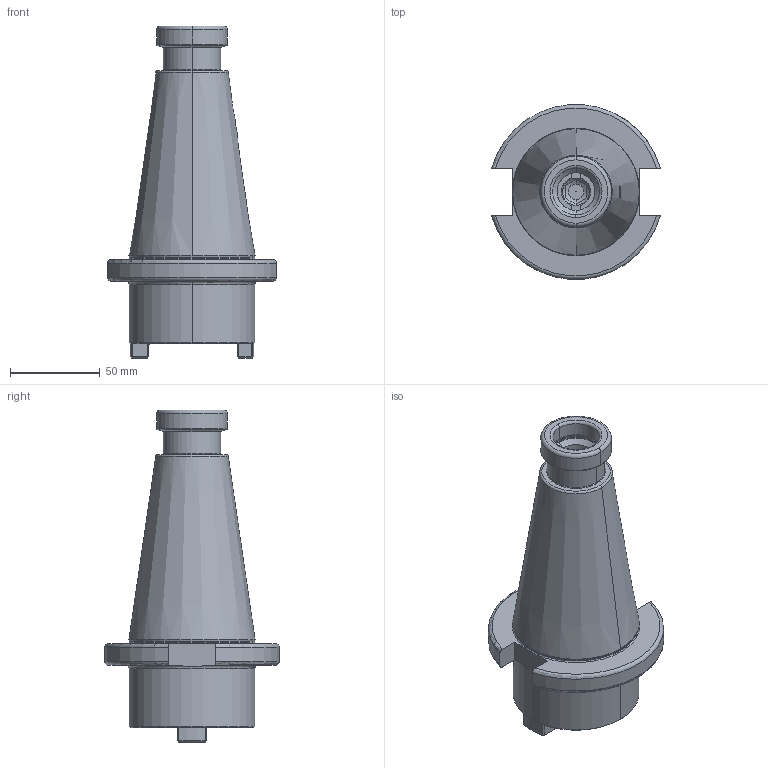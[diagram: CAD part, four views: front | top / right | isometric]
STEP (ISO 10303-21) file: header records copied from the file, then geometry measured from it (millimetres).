
FILE_DESCRIPTION((''),'2;1');
FILE_NAME('501_09_40','2020-09-11T',('103090'),(''),'CREO PARAMETRIC BY PTC INC, 2016260','CREO PARAMETRIC BY PTC INC, 2016260','');
FILE_SCHEMA(('CONFIG_CONTROL_DESIGN'));
Length unit declared in the file: millimetre
Products named in the file (1): 501_09_40
Bounding box: 94.05 x 97.13 x 184.8 mm (x, y, z)
Volume: 436194 mm3; surface area: 54085.2 mm2
Topology: 1 solids, 1 shells, 164 faces, 371 edges, 218 vertices
Faces by surface type: plane 69, cone 35, cylinder 29, torus 29, bspline 2
Entity records: 4981 total; most frequent: CARTESIAN_POINT 1264, DIRECTION 807, ORIENTED_EDGE 742, EDGE_CURVE 371, AXIS2_PLACEMENT_3D 319, VERTEX_POINT 218, EDGE_LOOP 173, VECTOR 169
